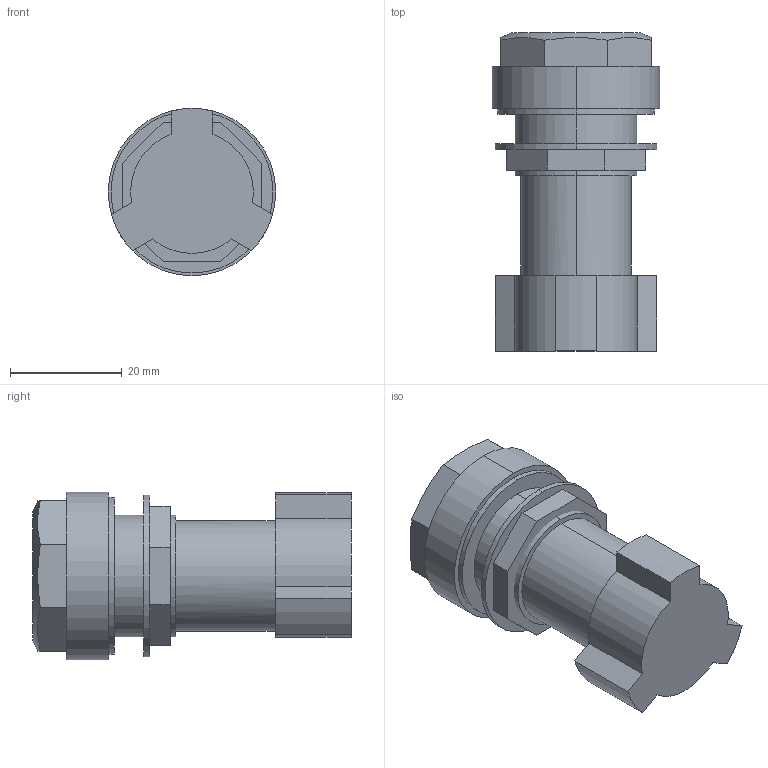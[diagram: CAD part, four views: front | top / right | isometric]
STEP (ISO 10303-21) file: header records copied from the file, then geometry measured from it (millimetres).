
FILE_DESCRIPTION (( 'STEP AP214' ), '1' );
FILE_NAME ('E22HL2X4.step', '2018-07-05T19:20:50', ( '' ), ( '' ), 'SwSTEP 2.0', 'SolidWorks 2017', '' );
FILE_SCHEMA (( 'AUTOMOTIVE_DESIGN' ));
Length unit declared in the file: millimetre
Products named in the file (1): E22HL2X4
Bounding box: 30 x 57 x 30 mm (x, y, z)
Volume: 28164.4 mm3; surface area: 11071.9 mm2
Topology: 9 solids, 9 shells, 150 faces, 371 edges, 244 vertices
Faces by surface type: plane 105, cylinder 37, torus 6, cone 2
Entity records: 4657 total; most frequent: CARTESIAN_POINT 924, DIRECTION 747, ORIENTED_EDGE 742, EDGE_CURVE 371, AXIS2_PLACEMENT_3D 257, VERTEX_POINT 244, LINE 233, VECTOR 233
